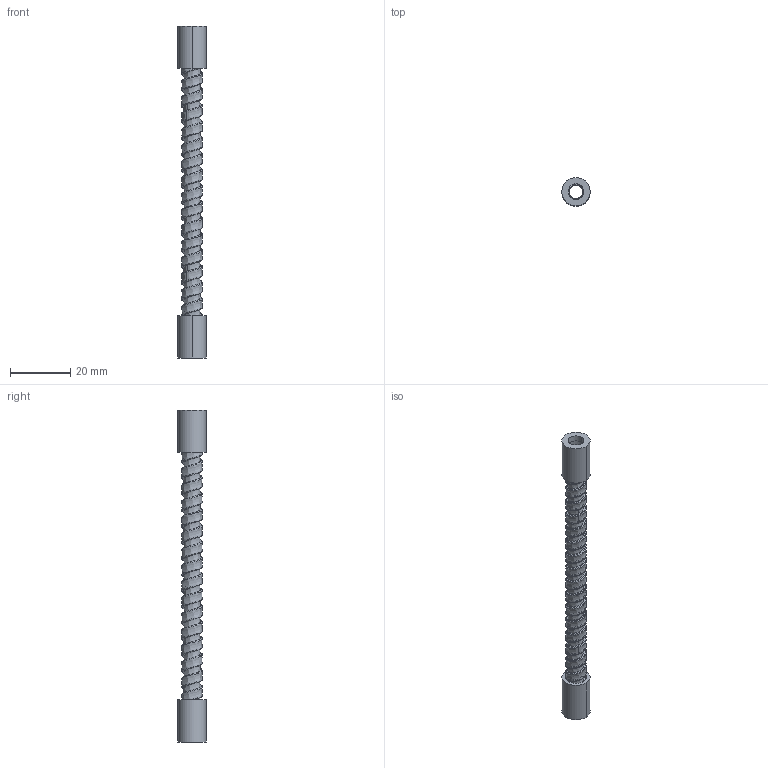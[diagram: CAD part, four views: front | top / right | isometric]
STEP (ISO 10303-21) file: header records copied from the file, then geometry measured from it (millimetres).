
FILE_DESCRIPTION((''),'2;1');
FILE_NAME('192757_ASM','2016-02-09T',('pdmadmin'),(''),'PRO/ENGINEER BY PARAMETRIC TECHNOLOGY CORPORATION, 2013230','PRO/ENGINEER BY PARAMETRIC TECHNOLOGY CORPORATION, 2013230','');
FILE_SCHEMA(('CONFIG_CONTROL_DESIGN'));
Length unit declared in the file: inch
Products named in the file (5): 15497; 39442; 39436; 48027_ASM; 192757_ASM
Assembly tree (4 placements, depth 3):
  192757_ASM
    48027_ASM
      15497
      39442
      39436
Bounding box: 9.4 x 9.4 x 110.05 mm (x, y, z)
Volume: 1675.4 mm3; surface area: 6616.1 mm2
Topology: 3 solids, 3 shells, 116 faces, 266 edges, 156 vertices
Faces by surface type: bspline 84, cylinder 22, plane 6, cone 4
Entity records: 23280 total; most frequent: CARTESIAN_POINT 21041, ORIENTED_EDGE 532, EDGE_CURVE 266, DIRECTION 265, VERTEX_POINT 156, B_SPLINE_CURVE_WITH_KNOTS 127, EDGE_LOOP 120, FACE_OUTER_BOUND 116
